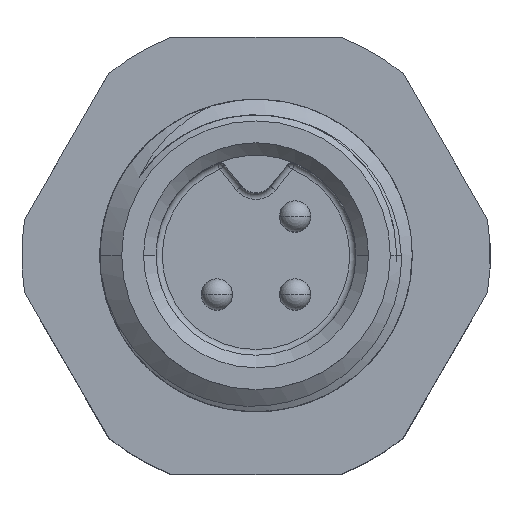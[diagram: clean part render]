
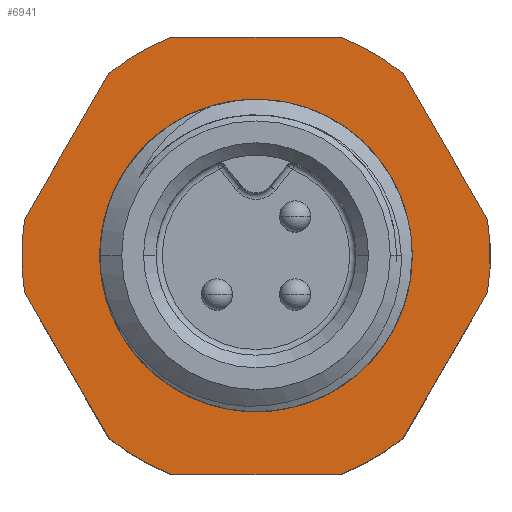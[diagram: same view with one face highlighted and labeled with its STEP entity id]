
A CAD part, top view. The second image highlights one B-rep face of the part: STEP entity #6941.
In plain terms, the highlighted planar face has unit normal (0, 0, 1).
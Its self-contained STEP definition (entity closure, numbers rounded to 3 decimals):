
#3910=CARTESIAN_POINT('',(0.,0.,-4.));
#3911=DIRECTION('',(0.,0.,1.));
#3912=DIRECTION('',(-0.359,0.933,0.));
#3913=AXIS2_PLACEMENT_3D('',#3910,#3911,#3912);
#3915=DIRECTION('',(-1.,0.,0.));
#3916=VECTOR('',#3915,2.693);
#3917=CARTESIAN_POINT('',(1.346,3.5,-4.));
#3918=LINE('',#3917,#3916);
#3919=CARTESIAN_POINT('',(0.,0.,-4.));
#3920=DIRECTION('',(0.,0.,1.));
#3921=DIRECTION('',(0.629,0.778,0.));
#3922=AXIS2_PLACEMENT_3D('',#3919,#3920,#3921);
#3924=DIRECTION('',(-0.5,0.866,0.));
#3925=VECTOR('',#3924,2.693);
#3926=CARTESIAN_POINT('',(3.704,0.584,-4.));
#3927=LINE('',#3926,#3925);
#3928=CARTESIAN_POINT('',(0.,0.,-4.));
#3929=DIRECTION('',(0.,0.,1.));
#3930=DIRECTION('',(0.988,-0.156,0.));
#3931=AXIS2_PLACEMENT_3D('',#3928,#3929,#3930);
#3933=DIRECTION('',(0.5,0.866,0.));
#3934=VECTOR('',#3933,2.693);
#3935=CARTESIAN_POINT('',(2.358,-2.916,-4.));
#3936=LINE('',#3935,#3934);
#3937=CARTESIAN_POINT('',(0.,0.,-4.));
#3938=DIRECTION('',(0.,0.,1.));
#3939=DIRECTION('',(0.359,-0.933,0.));
#3940=AXIS2_PLACEMENT_3D('',#3937,#3938,#3939);
#3942=DIRECTION('',(1.,0.,0.));
#3943=VECTOR('',#3942,2.693);
#3944=CARTESIAN_POINT('',(-1.346,-3.5,-4.));
#3945=LINE('',#3944,#3943);
#3946=CARTESIAN_POINT('',(0.,0.,-4.));
#3947=DIRECTION('',(0.,0.,1.));
#3948=DIRECTION('',(-0.629,-0.778,0.));
#3949=AXIS2_PLACEMENT_3D('',#3946,#3947,#3948);
#3951=DIRECTION('',(0.5,-0.866,0.));
#3952=VECTOR('',#3951,2.693);
#3953=CARTESIAN_POINT('',(-3.704,-0.584,-4.));
#3954=LINE('',#3953,#3952);
#3955=CARTESIAN_POINT('',(0.,0.,-4.));
#3956=DIRECTION('',(0.,0.,1.));
#3957=DIRECTION('',(-0.988,0.156,0.));
#3958=AXIS2_PLACEMENT_3D('',#3955,#3956,#3957);
#3960=DIRECTION('',(-0.5,-0.866,0.));
#3961=VECTOR('',#3960,2.693);
#3962=CARTESIAN_POINT('',(-2.358,2.916,-4.));
#3963=LINE('',#3962,#3961);
#3964=CARTESIAN_POINT('',(0.,0.,-4.));
#3965=DIRECTION('',(0.,0.,1.));
#3966=DIRECTION('',(-1.,0.,0.));
#3967=AXIS2_PLACEMENT_3D('',#3964,#3965,#3966);
#3969=CARTESIAN_POINT('',(0.,0.,-4.));
#3970=DIRECTION('',(0.,0.,1.));
#3971=DIRECTION('',(1.,0.,0.));
#3972=AXIS2_PLACEMENT_3D('',#3969,#3970,#3971);
#5500=CARTESIAN_POINT('',(-1.346,3.5,-4.));
#5501=CARTESIAN_POINT('',(-2.358,2.916,-4.));
#5502=VERTEX_POINT('',#5500);
#5503=VERTEX_POINT('',#5501);
#5504=CARTESIAN_POINT('',(-3.704,0.584,-4.));
#5505=VERTEX_POINT('',#5504);
#5506=CARTESIAN_POINT('',(-3.704,-0.584,-4.));
#5507=VERTEX_POINT('',#5506);
#5508=CARTESIAN_POINT('',(-2.358,-2.916,-4.));
#5509=VERTEX_POINT('',#5508);
#5510=CARTESIAN_POINT('',(-1.346,-3.5,-4.));
#5511=VERTEX_POINT('',#5510);
#5512=CARTESIAN_POINT('',(1.346,-3.5,-4.));
#5513=VERTEX_POINT('',#5512);
#5514=CARTESIAN_POINT('',(2.358,-2.916,-4.));
#5515=VERTEX_POINT('',#5514);
#5516=CARTESIAN_POINT('',(3.704,-0.584,-4.));
#5517=VERTEX_POINT('',#5516);
#5518=CARTESIAN_POINT('',(3.704,0.584,-4.));
#5519=VERTEX_POINT('',#5518);
#5520=CARTESIAN_POINT('',(2.358,2.916,-4.));
#5521=VERTEX_POINT('',#5520);
#5522=CARTESIAN_POINT('',(1.346,3.5,-4.));
#5523=VERTEX_POINT('',#5522);
#5548=CARTESIAN_POINT('',(-2.35,0.,-4.));
#5549=CARTESIAN_POINT('',(2.35,0.,-4.));
#5550=VERTEX_POINT('',#5548);
#5551=VERTEX_POINT('',#5549);
#6905=CARTESIAN_POINT('',(0.,0.,-4.));
#6906=DIRECTION('',(0.,0.,1.));
#6907=DIRECTION('',(1.,0.,0.));
#6908=AXIS2_PLACEMENT_3D('',#6905,#6906,#6907);
#6909=PLANE('',#6908);
#6911=ORIENTED_EDGE('',*,*,#6910,.F.);
#6913=ORIENTED_EDGE('',*,*,#6912,.F.);
#6915=ORIENTED_EDGE('',*,*,#6914,.F.);
#6917=ORIENTED_EDGE('',*,*,#6916,.F.);
#6919=ORIENTED_EDGE('',*,*,#6918,.F.);
#6921=ORIENTED_EDGE('',*,*,#6920,.F.);
#6923=ORIENTED_EDGE('',*,*,#6922,.F.);
#6925=ORIENTED_EDGE('',*,*,#6924,.F.);
#6927=ORIENTED_EDGE('',*,*,#6926,.F.);
#6929=ORIENTED_EDGE('',*,*,#6928,.F.);
#6931=ORIENTED_EDGE('',*,*,#6930,.F.);
#6933=ORIENTED_EDGE('',*,*,#6932,.F.);
#6934=EDGE_LOOP('',(#6911,#6913,#6915,#6917,#6919,#6921,#6923,#6925,#6927,#6929,
#6931,#6933));
#6935=FACE_OUTER_BOUND('',#6934,.F.);
#6937=ORIENTED_EDGE('',*,*,#6936,.T.);
#6938=ORIENTED_EDGE('',*,*,#6895,.T.);
#6939=EDGE_LOOP('',(#6937,#6938));
#6940=FACE_BOUND('',#6939,.F.);
#3914=CIRCLE('',#3913,3.75);
#3923=CIRCLE('',#3922,3.75);
#3932=CIRCLE('',#3931,3.75);
#3941=CIRCLE('',#3940,3.75);
#3950=CIRCLE('',#3949,3.75);
#3959=CIRCLE('',#3958,3.75);
#3968=CIRCLE('',#3967,2.35);
#3973=CIRCLE('',#3972,2.35);
#6895=EDGE_CURVE('',#5551,#5550,#3973,.T.);
#6910=EDGE_CURVE('',#5502,#5503,#3914,.T.);
#6912=EDGE_CURVE('',#5523,#5502,#3918,.T.);
#6914=EDGE_CURVE('',#5521,#5523,#3923,.T.);
#6916=EDGE_CURVE('',#5519,#5521,#3927,.T.);
#6918=EDGE_CURVE('',#5517,#5519,#3932,.T.);
#6920=EDGE_CURVE('',#5515,#5517,#3936,.T.);
#6922=EDGE_CURVE('',#5513,#5515,#3941,.T.);
#6924=EDGE_CURVE('',#5511,#5513,#3945,.T.);
#6926=EDGE_CURVE('',#5509,#5511,#3950,.T.);
#6928=EDGE_CURVE('',#5507,#5509,#3954,.T.);
#6930=EDGE_CURVE('',#5505,#5507,#3959,.T.);
#6932=EDGE_CURVE('',#5503,#5505,#3963,.T.);
#6936=EDGE_CURVE('',#5550,#5551,#3968,.T.);
#6941=ADVANCED_FACE('',(#6935,#6940),#6909,.T.);
